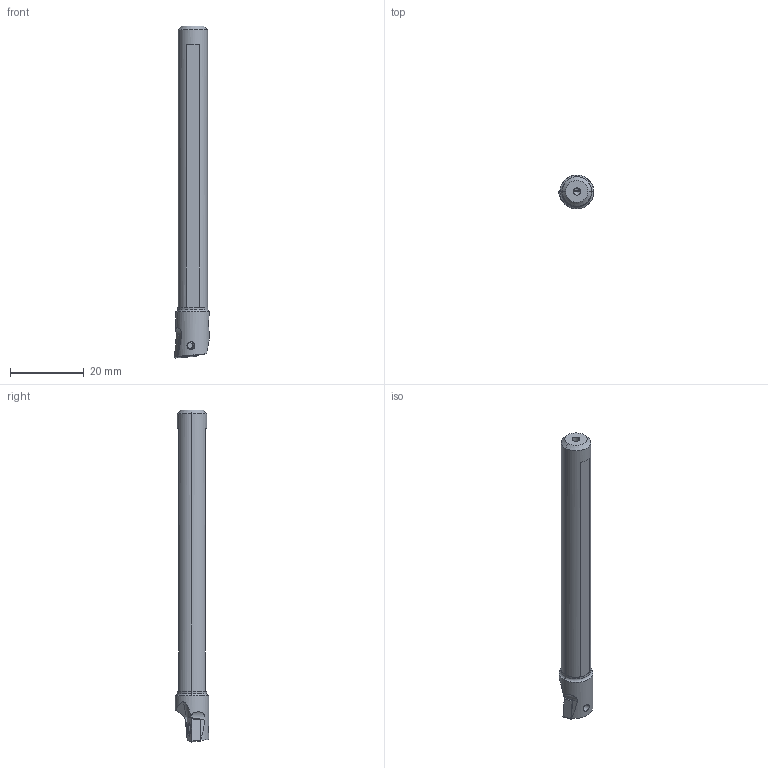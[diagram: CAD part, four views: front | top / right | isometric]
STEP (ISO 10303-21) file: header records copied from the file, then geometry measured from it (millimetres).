
FILE_DESCRIPTION(/* description */ (''),/* implementation_level */ '2;1');
FILE_NAME(/* name */ 'FSCLC1008R-06E-2-3_MR0_4.stp',/* time_stamp */ '2022-01-20T10:03:46+09:00',/* author */ (''),/* organization */ (''),/* preprocessor_version */ 'ST-DEVELOPER v16',/* originating_system */ 'SIEMENS PLM Software NX 10.0',/* authorisation */ '');
FILE_SCHEMA (('AUTOMOTIVE_DESIGN { 1 0 10303 214 3 1 1 1 }'));
Length unit declared in the file: millimetre
Products named in the file (1): FSCLC1008R-06E-2-3_MR0_4_ASM
Bounding box: 9.52 x 9.18 x 90 mm (x, y, z)
Volume: 4051.6 mm3; surface area: 3073.7 mm2
Topology: 2 solids, 2 shells, 109 faces, 313 edges, 217 vertices
Faces by surface type: cylinder 46, plane 34, cone 18, torus 7, sphere 4
Entity records: 4245 total; most frequent: CARTESIAN_POINT 1287, DIRECTION 604, ORIENTED_EDGE 598, EDGE_CURVE 299, AXIS2_PLACEMENT_3D 243, VERTEX_POINT 198, LINE 118, VECTOR 118
